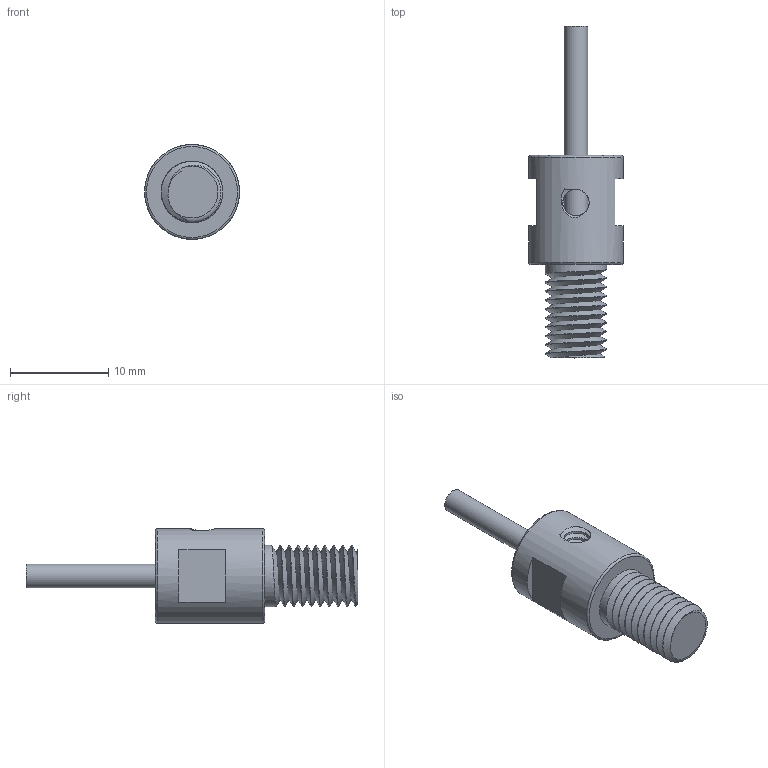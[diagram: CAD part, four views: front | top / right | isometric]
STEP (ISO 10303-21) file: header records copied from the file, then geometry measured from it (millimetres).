
FILE_DESCRIPTION(('HOOPS Exchange Step'),'2;1');
FILE_NAME('temp_export','2022-12-07T16:28:14-06:00',('jonat'),('Shapr3D Limited'),'HOOPS Exchange 2022.0','Shapr3D','Authorized');
FILE_SCHEMA( ('AUTOMOTIVE_DESIGN { 1 0 10303 214 1 1 1 1 }') );
Length unit declared in the file: millimetre
Products named in the file (1): Pin driver 3/32”
Bounding box: 9.67 x 33.83 x 9.67 mm (x, y, z)
Volume: 1054 mm3; surface area: 1088.5 mm2
Topology: 2 solids, 2 shells, 55 faces, 144 edges, 95 vertices
Faces by surface type: cylinder 23, plane 16, bspline 9, torus 6, cone 1
Full cylindrical faces by diameter (mm): 2.381 x2, 2.692 x4, 6.287 x9, 9.674 x1
Entity records: 12890 total; most frequent: CARTESIAN_POINT 11680, ORIENTED_EDGE 288, DIRECTION 197, EDGE_CURVE 144, VERTEX_POINT 95, AXIS2_PLACEMENT_3D 79, EDGE_LOOP 59, FACE_BOUND 59
